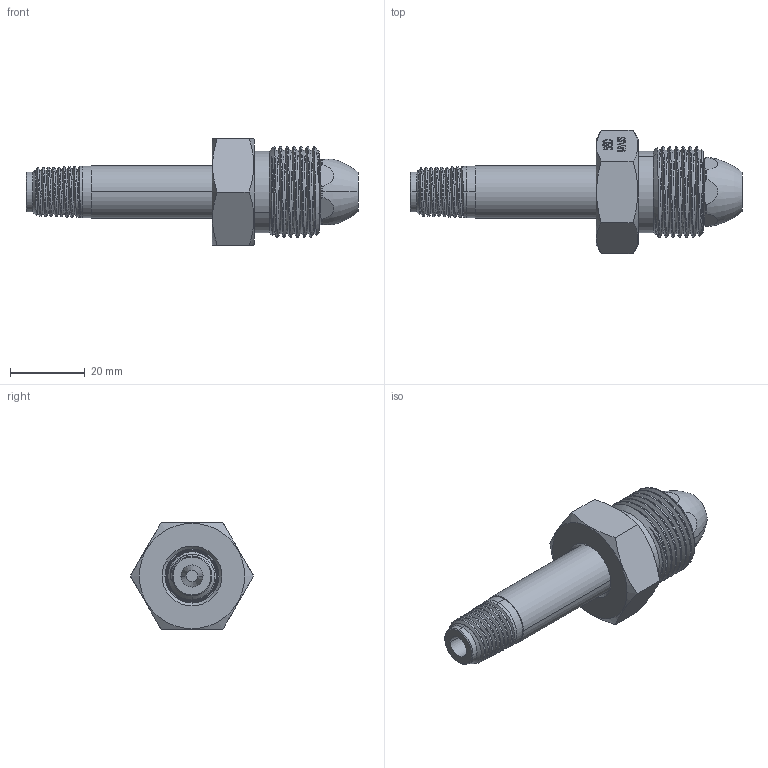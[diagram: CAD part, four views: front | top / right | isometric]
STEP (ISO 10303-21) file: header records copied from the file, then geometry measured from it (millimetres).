
FILE_DESCRIPTION (( 'STEP AP203' ), '1' );
FILE_NAME ('INL-580CH-4M-56R.STEP', '2024-11-20T12:58:39', ( '' ), ( '' ), 'SwSTEP 2.0', 'SolidWorks 2018', '' );
FILE_SCHEMA (( 'CONFIG_CONTROL_DESIGN' ));
Length unit declared in the file: inch
Products named in the file (4): PRT-004014; PRT-000977; PRT-003980; INL-580CH-4M-56R
Assembly tree (3 placements, depth 2):
  INL-580CH-4M-56R
    PRT-004014
    PRT-000977
    PRT-003980
Bounding box: 88.9 x 33 x 28.57 mm (x, y, z)
Volume: 22066.8 mm3; surface area: 11941.4 mm2
Topology: 3 solids, 3 shells, 142 faces, 431 edges, 316 vertices
Faces by surface type: cone 50, cylinder 40, plane 38, torus 6, bspline 6, sphere 2
Entity records: 15725 total; most frequent: CARTESIAN_POINT 11640, ORIENTED_EDGE 862, DIRECTION 628, EDGE_CURVE 431, VERTEX_POINT 316, AXIS2_PLACEMENT_3D 243, B_SPLINE_CURVE_WITH_KNOTS 188, EDGE_LOOP 167
